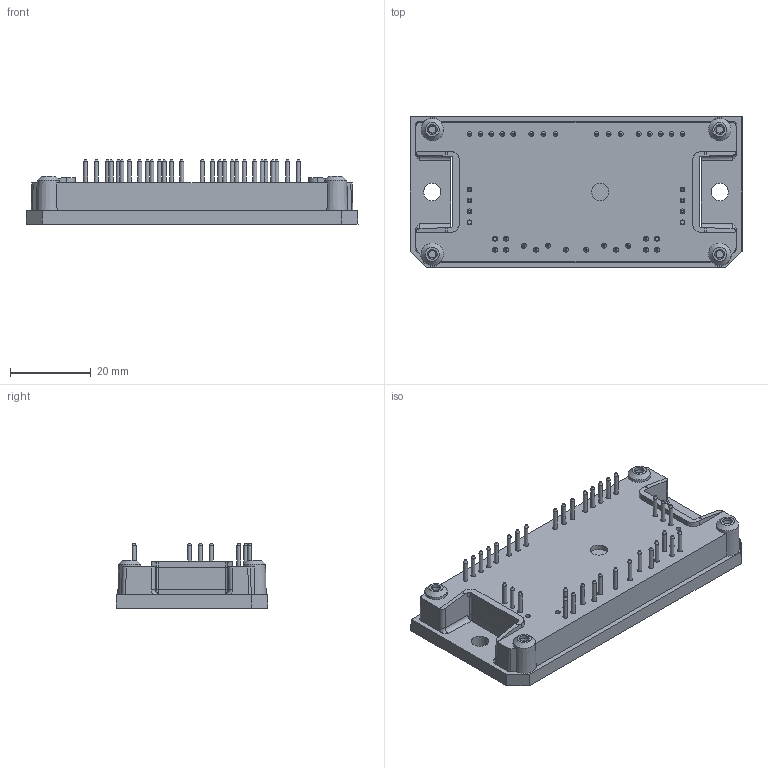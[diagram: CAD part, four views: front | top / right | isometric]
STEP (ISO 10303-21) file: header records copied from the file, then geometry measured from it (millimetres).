
FILE_DESCRIPTION( ( 'Unknown' ), '1' );
FILE_NAME( 'Flow1-4T12W-L580(360)-01-OL.stp', 'Unknown', ( 'Unknown' ), ( 'Unknown' ), 'PSStep 17.0.49', 'Unknown', ' ' );
FILE_SCHEMA( ( 'AUTOMOTIVE_DESIGN { 1 0 10303 214 1 1 1 1 }' ) );
Length unit declared in the file: millimetre
Products named in the file (1): Flow1-4T12W-L580-01-H
Bounding box: 82 x 37.4 x 16.23 mm (x, y, z)
Volume: 25867.5 mm3; surface area: 11393.8 mm2
Topology: 1 solids, 41 shells, 499 faces, 1018 edges, 687 vertices
Faces by surface type: plane 270, cylinder 173, cone 52, bspline 4
Full cylindrical faces by diameter (mm): 0.5 x40, 1 x40, 1.2 x40, 2.4 x4, 4.3 x3
Entity records: 15758 total; most frequent: CARTESIAN_POINT 2204, DIRECTION 2140, ORIENTED_EDGE 1484, AXIS2_PLACEMENT_3D 914, EDGE_LOOP 772, EDGE_CURVE 742, FACE_OUTER_BOUND 626, VERTEX_POINT 590
